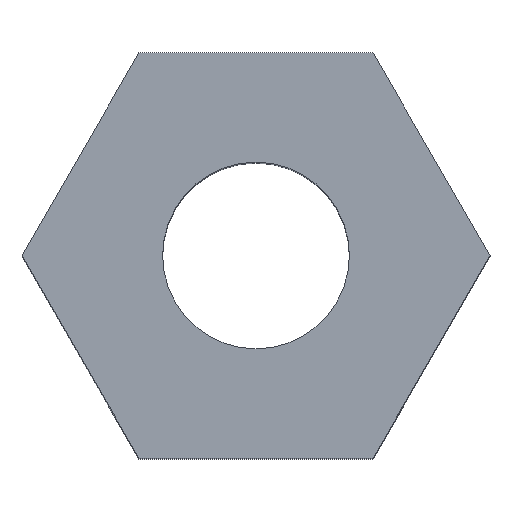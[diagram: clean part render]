
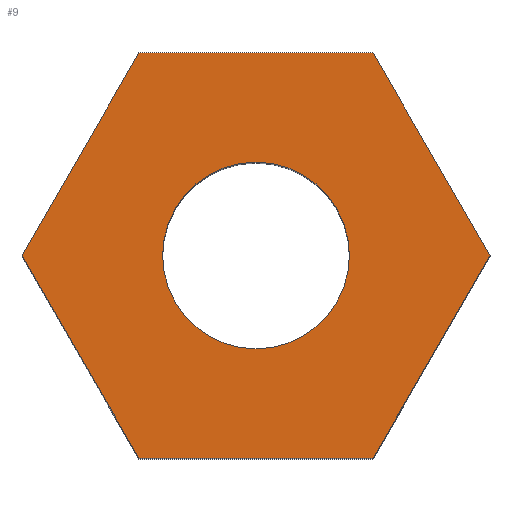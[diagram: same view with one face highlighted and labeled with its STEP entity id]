
A CAD part, top view. The second image highlights one B-rep face of the part: STEP entity #9.
In plain terms, the highlighted planar face has unit normal (0, 0, 1).
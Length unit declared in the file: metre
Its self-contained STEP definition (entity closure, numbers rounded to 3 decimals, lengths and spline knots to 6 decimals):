
#2 = CARTESIAN_POINT ( 'NONE',  ( -0.002569, 0., 0.00657 ) ) ;
#5 = LINE ( 'NONE', #349, #155 ) ;
#6 = CARTESIAN_POINT ( 'NONE',  ( -0.001285, -0.002225, 0.00657 ) ) ;
#7 = DIRECTION ( 'NONE',  ( -0.5, -0.866, 0. ) ) ;
#9 = ADVANCED_FACE ( 'NONE', ( #107, #305 ), #162, .T. ) ;
#19 = ORIENTED_EDGE ( 'NONE', *, *, #27, .T. ) ;
#24 = EDGE_LOOP ( 'NONE', ( #310, #217 ) ) ;
#27 = EDGE_CURVE ( 'NONE', #53, #224, #54, .T. ) ;
#28 = ORIENTED_EDGE ( 'NONE', *, *, #180, .T. ) ;
#34 = CARTESIAN_POINT ( 'NONE',  ( 0.001285, -0.002225, 0.00657 ) ) ;
#49 = CIRCLE ( 'NONE', #160, 0.001025 ) ;
#53 = VERTEX_POINT ( 'NONE', #177 ) ;
#54 = LINE ( 'NONE', #136, #319 ) ;
#55 = ORIENTED_EDGE ( 'NONE', *, *, #125, .T. ) ;
#56 = ORIENTED_EDGE ( 'NONE', *, *, #247, .T. ) ;
#64 = EDGE_CURVE ( 'NONE', #255, #336, #245, .T. ) ;
#65 = CARTESIAN_POINT ( 'NONE',  ( -0.001025, 0., 0.00657 ) ) ;
#66 = LINE ( 'NONE', #152, #102 ) ;
#76 = VERTEX_POINT ( 'NONE', #344 ) ;
#90 = EDGE_CURVE ( 'NONE', #197, #53, #259, .T. ) ;
#102 = VECTOR ( 'NONE', #7, 1. ) ;
#103 = VERTEX_POINT ( 'NONE', #283 ) ;
#107 = FACE_OUTER_BOUND ( 'NONE', #166, .T. ) ;
#111 = DIRECTION ( 'NONE',  ( 0., 0., 1. ) ) ;
#112 = DIRECTION ( 'NONE',  ( -1., 0., 0. ) ) ;
#113 = DIRECTION ( 'NONE',  ( 0.5, -0.866, 0. ) ) ;
#120 = LINE ( 'NONE', #6, #159 ) ;
#125 = EDGE_CURVE ( 'NONE', #103, #307, #264, .T. ) ;
#136 = CARTESIAN_POINT ( 'NONE',  ( 0.002569, 0., 0.00657 ) ) ;
#149 = AXIS2_PLACEMENT_3D ( 'NONE', #309, #342, #172 ) ;
#150 = DIRECTION ( 'NONE',  ( -1., 0., 0. ) ) ;
#152 = CARTESIAN_POINT ( 'NONE',  ( -0.001285, 0.002225, 0.00657 ) ) ;
#155 = VECTOR ( 'NONE', #150, 1. ) ;
#159 = VECTOR ( 'NONE', #203, 1. ) ;
#160 = AXIS2_PLACEMENT_3D ( 'NONE', #266, #353, #112 ) ;
#162 = PLANE ( 'NONE',  #149 ) ;
#166 = EDGE_LOOP ( 'NONE', ( #55, #28, #304, #19, #56, #220 ) ) ;
#172 = DIRECTION ( 'NONE',  ( 1., 0., 0. ) ) ;
#177 = CARTESIAN_POINT ( 'NONE',  ( 0.002569, 0., 0.00657 ) ) ;
#178 = CARTESIAN_POINT ( 'NONE',  ( -0.001285, -0.002225, 0.00657 ) ) ;
#180 = EDGE_CURVE ( 'NONE', #307, #197, #120, .T. ) ;
#197 = VERTEX_POINT ( 'NONE', #34 ) ;
#202 = CARTESIAN_POINT ( 'NONE',  ( 0.001285, -0.002225, 0.00657 ) ) ;
#203 = DIRECTION ( 'NONE',  ( 1., 0., 0. ) ) ;
#216 = EDGE_CURVE ( 'NONE', #336, #255, #49, .T. ) ;
#217 = ORIENTED_EDGE ( 'NONE', *, *, #216, .F. ) ;
#220 = ORIENTED_EDGE ( 'NONE', *, *, #273, .T. ) ;
#224 = VERTEX_POINT ( 'NONE', #323 ) ;
#245 = CIRCLE ( 'NONE', #326, 0.001025 ) ;
#247 = EDGE_CURVE ( 'NONE', #224, #76, #5, .T. ) ;
#255 = VERTEX_POINT ( 'NONE', #65 ) ;
#259 = LINE ( 'NONE', #202, #269 ) ;
#264 = LINE ( 'NONE', #2, #375 ) ;
#266 = CARTESIAN_POINT ( 'NONE',  ( 0., 0., 0.00657 ) ) ;
#269 = VECTOR ( 'NONE', #374, 1. ) ;
#273 = EDGE_CURVE ( 'NONE', #76, #103, #66, .T. ) ;
#283 = CARTESIAN_POINT ( 'NONE',  ( -0.002569, 0., 0.00657 ) ) ;
#304 = ORIENTED_EDGE ( 'NONE', *, *, #90, .T. ) ;
#305 = FACE_BOUND ( 'NONE', #24, .T. ) ;
#307 = VERTEX_POINT ( 'NONE', #178 ) ;
#309 = CARTESIAN_POINT ( 'NONE',  ( 0., 0., 0.00657 ) ) ;
#310 = ORIENTED_EDGE ( 'NONE', *, *, #64, .F. ) ;
#314 = CARTESIAN_POINT ( 'NONE',  ( 0., 0., 0.00657 ) ) ;
#319 = VECTOR ( 'NONE', #362, 1. ) ;
#323 = CARTESIAN_POINT ( 'NONE',  ( 0.001285, 0.002225, 0.00657 ) ) ;
#326 = AXIS2_PLACEMENT_3D ( 'NONE', #314, #111, #377 ) ;
#333 = CARTESIAN_POINT ( 'NONE',  ( 0.001025, 0., 0.00657 ) ) ;
#336 = VERTEX_POINT ( 'NONE', #333 ) ;
#342 = DIRECTION ( 'NONE',  ( 0., 0., 1. ) ) ;
#344 = CARTESIAN_POINT ( 'NONE',  ( -0.001285, 0.002225, 0.00657 ) ) ;
#349 = CARTESIAN_POINT ( 'NONE',  ( 0.001285, 0.002225, 0.00657 ) ) ;
#353 = DIRECTION ( 'NONE',  ( 0., 0., 1. ) ) ;
#362 = DIRECTION ( 'NONE',  ( -0.5, 0.866, 0. ) ) ;
#374 = DIRECTION ( 'NONE',  ( 0.5, 0.866, 0. ) ) ;
#375 = VECTOR ( 'NONE', #113, 1. ) ;
#377 = DIRECTION ( 'NONE',  ( -1., 0., 0. ) ) ;
